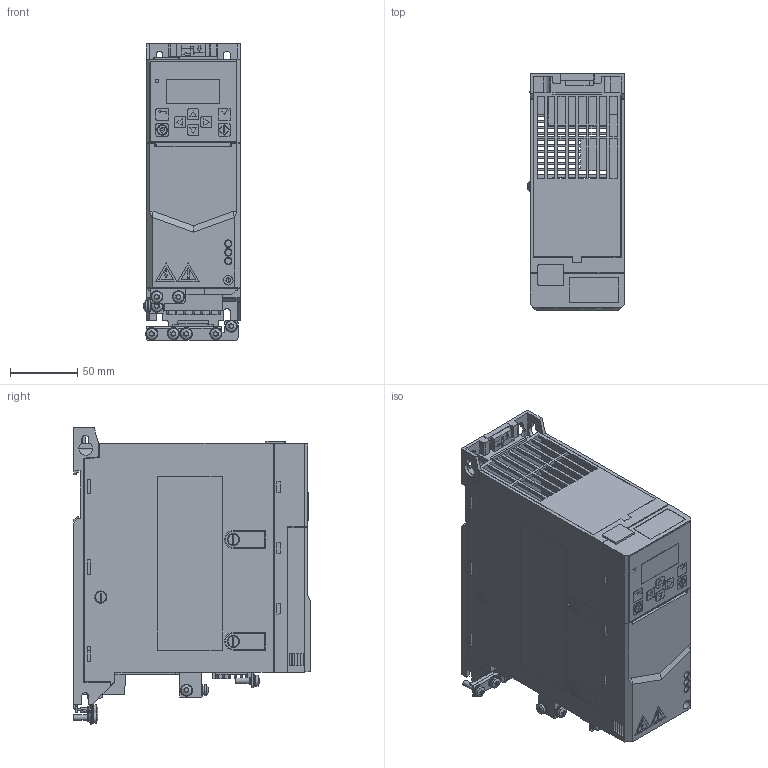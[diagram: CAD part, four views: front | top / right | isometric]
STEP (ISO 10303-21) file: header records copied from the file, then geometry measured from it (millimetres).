
FILE_DESCRIPTION(/* description */ ('STEP AP242','CAx-IF Rec.Pracs.---Representation and Presentation of Product Manufacturing Information (PMI)---4.0---2014-10-13','CAx-IF Rec.Pracs.---3D Tessellated Geometry---0.4---2014-09-14','2;1'),/* implementation_level */ '2;1');
FILE_NAME(/* name */ '67560815aebe490a25a8c740',/* time_stamp */ '2024-12-08T20:56:55Z',/* author */ (''),/* organization */ (''),/* preprocessor_version */ 'ST-DEVELOPER v20',/* originating_system */ 'ONSHAPE BY PTC INC, 1.190',/* authorisation */ ' ');
FILE_SCHEMA (('AP242_MANAGED_MODEL_BASED_3D_ENGINEERING_MIM_LF { 1 0 10303 442 1 1 4 }'));
Length unit declared in the file: metre
Products named in the file (2): VFD_ACS380-040S-09A8; ACS380-R1Architecture300_r1
Assembly tree (1 placements, depth 2):
  VFD_ACS380-040S-09A8
    ACS380-R1Architecture300_r1
Bounding box: 71.79 x 175.9 x 220.23 mm (x, y, z)
Volume: 633182.1 mm3; surface area: 253019.8 mm2
Topology: 1 solids, 1 shells, 1544 faces, 4240 edges, 2816 vertices
Faces by surface type: plane 1176, cylinder 344, torus 18, cone 6
Full cylindrical faces by diameter (mm): 1 x1, 3.4 x1, 4 x9, 4.54 x3, 5.3 x9, 6 x1, 6.8 x1, 7 x12, 7.09 x1, 8 x13, 9 x12
Entity records: 48087 total; most frequent: CARTESIAN_POINT 8843, ORIENTED_EDGE 8200, DIRECTION 7700, EDGE_CURVE 4100, LINE 3374, VECTOR 3374, VERTEX_POINT 2762, AXIS2_PLACEMENT_3D 2163
